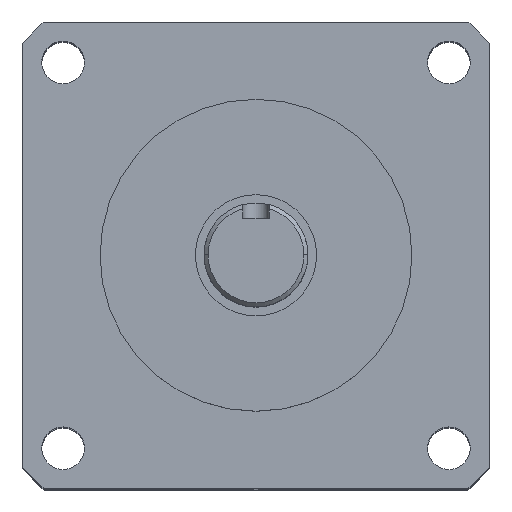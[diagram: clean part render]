
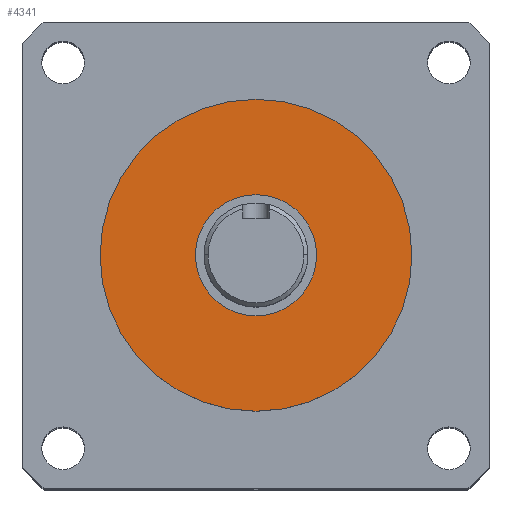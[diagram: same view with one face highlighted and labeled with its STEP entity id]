
A CAD part, top view. The second image highlights one B-rep face of the part: STEP entity #4341.
In plain terms, the highlighted planar face has unit normal (0, 0, 1).
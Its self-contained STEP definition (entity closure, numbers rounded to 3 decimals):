
#142 = EDGE_CURVE ( 'NONE', #1632, #2563, #4339, .T. ) ;
#152 = VERTEX_POINT ( 'NONE', #174 ) ;
#174 = CARTESIAN_POINT ( 'NONE',  ( -19.05, 0., 99. ) ) ;
#254 = CIRCLE ( 'NONE', #4999, 19.05 ) ;
#401 = CARTESIAN_POINT ( 'NONE',  ( 0., 19.05, 99. ) ) ;
#420 = AXIS2_PLACEMENT_3D ( 'NONE', #3349, #2166, #914 ) ;
#424 = CARTESIAN_POINT ( 'NONE',  ( 0., 0., 99. ) ) ;
#487 = EDGE_CURVE ( 'NONE', #591, #152, #254, .T. ) ;
#496 = PLANE ( 'NONE',  #2698 ) ;
#591 = VERTEX_POINT ( 'NONE', #2115 ) ;
#779 = FACE_BOUND ( 'NONE', #4413, .T. ) ;
#855 = EDGE_CURVE ( 'NONE', #152, #591, #993, .T. ) ;
#914 = DIRECTION ( 'NONE',  ( -1., 0., 0. ) ) ;
#993 = CIRCLE ( 'NONE', #4723, 19.05 ) ;
#1051 = DIRECTION ( 'NONE',  ( 0., 0., 1. ) ) ;
#1224 = CARTESIAN_POINT ( 'NONE',  ( -7.4, 0., 99. ) ) ;
#1598 = ORIENTED_EDGE ( 'NONE', *, *, #487, .F. ) ;
#1607 = CARTESIAN_POINT ( 'NONE',  ( 7.4, 0., 99. ) ) ;
#1632 = VERTEX_POINT ( 'NONE', #1607 ) ;
#2115 = CARTESIAN_POINT ( 'NONE',  ( 19.05, 0., 99. ) ) ;
#2141 = EDGE_LOOP ( 'NONE', ( #2263, #1598 ) ) ;
#2166 = DIRECTION ( 'NONE',  ( 0., 0., -1. ) ) ;
#2186 = ORIENTED_EDGE ( 'NONE', *, *, #142, .T. ) ;
#2199 = ORIENTED_EDGE ( 'NONE', *, *, #3348, .T. ) ;
#2225 = CARTESIAN_POINT ( 'NONE',  ( 0., 0., 99. ) ) ;
#2263 = ORIENTED_EDGE ( 'NONE', *, *, #855, .F. ) ;
#2421 = DIRECTION ( 'NONE',  ( -1., 0., 0. ) ) ;
#2563 = VERTEX_POINT ( 'NONE', #1224 ) ;
#2698 = AXIS2_PLACEMENT_3D ( 'NONE', #401, #1051, #4269 ) ;
#3122 = CARTESIAN_POINT ( 'NONE',  ( 0., 0., 99. ) ) ;
#3179 = DIRECTION ( 'NONE',  ( 0., 0., -1. ) ) ;
#3332 = CIRCLE ( 'NONE', #4629, 7.4 ) ;
#3348 = EDGE_CURVE ( 'NONE', #2563, #1632, #3332, .T. ) ;
#3349 = CARTESIAN_POINT ( 'NONE',  ( 0., 0., 99. ) ) ;
#3499 = DIRECTION ( 'NONE',  ( -1., 0., 0. ) ) ;
#3861 = DIRECTION ( 'NONE',  ( 0., 0., -1. ) ) ;
#4232 = DIRECTION ( 'NONE',  ( -1., 0., 0. ) ) ;
#4269 = DIRECTION ( 'NONE',  ( 1., 0., 0. ) ) ;
#4339 = CIRCLE ( 'NONE', #420, 7.4 ) ;
#4341 = ADVANCED_FACE ( 'NONE', ( #779, #5080 ), #496, .T. ) ;
#4413 = EDGE_LOOP ( 'NONE', ( #2199, #2186 ) ) ;
#4629 = AXIS2_PLACEMENT_3D ( 'NONE', #2225, #4707, #3499 ) ;
#4707 = DIRECTION ( 'NONE',  ( 0., 0., -1. ) ) ;
#4723 = AXIS2_PLACEMENT_3D ( 'NONE', #3122, #3861, #4232 ) ;
#4999 = AXIS2_PLACEMENT_3D ( 'NONE', #424, #3179, #2421 ) ;
#5080 = FACE_OUTER_BOUND ( 'NONE', #2141, .T. ) ;
